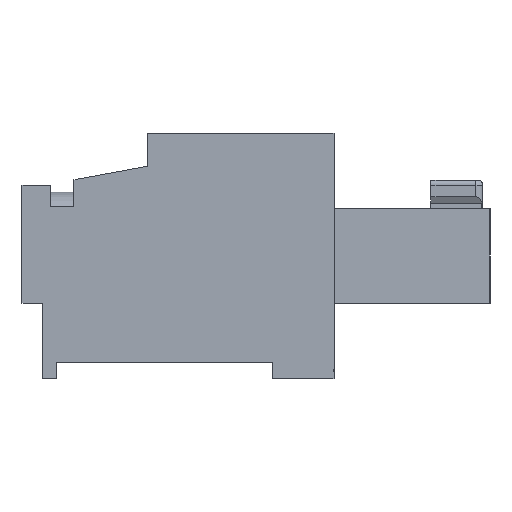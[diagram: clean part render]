
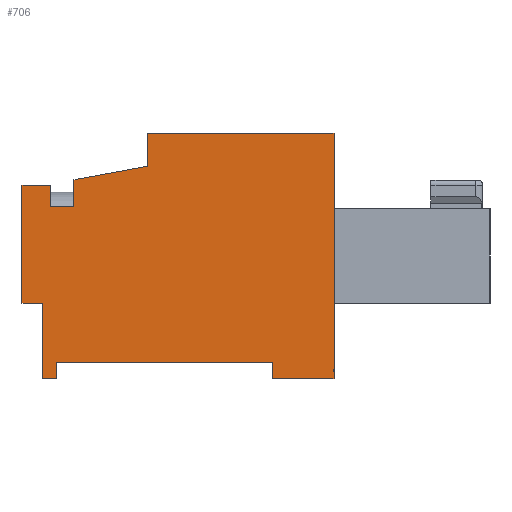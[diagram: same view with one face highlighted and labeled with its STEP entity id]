
A CAD part, front view. The second image highlights one B-rep face of the part: STEP entity #706.
In plain terms, the highlighted planar face has unit normal (0, -1, 0).
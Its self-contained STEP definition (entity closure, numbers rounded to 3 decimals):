
#706 = ADVANCED_FACE( '', ( #1621 ), #1622, .F. );
#1621 = FACE_OUTER_BOUND( '', #2907, .T. );
#1622 = PLANE( '', #2908 );
#2907 = EDGE_LOOP( '', ( #5042, #5043, #5044, #5045, #5046, #5047, #5048, #5049, #5050, #5051, #5052, #5053, #5054, #5055, #5056, #5057 ) );
#2908 = AXIS2_PLACEMENT_3D( '', #5058, #5059, #5060 );
#5042 = ORIENTED_EDGE( '', *, *, #7410, .F. );
#5043 = ORIENTED_EDGE( '', *, *, #7248, .T. );
#5044 = ORIENTED_EDGE( '', *, *, #7411, .T. );
#5045 = ORIENTED_EDGE( '', *, *, #6769, .T. );
#5046 = ORIENTED_EDGE( '', *, *, #7412, .F. );
#5047 = ORIENTED_EDGE( '', *, *, #7059, .T. );
#5048 = ORIENTED_EDGE( '', *, *, #7413, .T. );
#5049 = ORIENTED_EDGE( '', *, *, #7414, .F. );
#5050 = ORIENTED_EDGE( '', *, *, #7415, .T. );
#5051 = ORIENTED_EDGE( '', *, *, #6971, .T. );
#5052 = ORIENTED_EDGE( '', *, *, #6886, .F. );
#5053 = ORIENTED_EDGE( '', *, *, #7416, .T. );
#5054 = ORIENTED_EDGE( '', *, *, #7417, .T. );
#5055 = ORIENTED_EDGE( '', *, *, #7418, .F. );
#5056 = ORIENTED_EDGE( '', *, *, #7419, .T. );
#5057 = ORIENTED_EDGE( '', *, *, #7420, .T. );
#5058 = CARTESIAN_POINT( '', ( -6.3, -11.055, 0. ) );
#5059 = DIRECTION( '', ( 0., 1., 0. ) );
#5060 = DIRECTION( '', ( 0., 0., -1. ) );
#6769 = EDGE_CURVE( '', #8006, #8011, #8013, .T. );
#6886 = EDGE_CURVE( '', #8212, #8214, #8215, .T. );
#6971 = EDGE_CURVE( '', #8357, #8214, #8358, .T. );
#7059 = EDGE_CURVE( '', #8491, #8496, #8498, .T. );
#7248 = EDGE_CURVE( '', #8784, #8788, #8790, .T. );
#7410 = EDGE_CURVE( '', #8784, #9021, #9022, .T. );
#7411 = EDGE_CURVE( '', #8788, #8006, #9023, .T. );
#7412 = EDGE_CURVE( '', #8491, #8011, #9024, .T. );
#7413 = EDGE_CURVE( '', #8496, #9025, #9026, .T. );
#7414 = EDGE_CURVE( '', #9027, #9025, #9028, .T. );
#7415 = EDGE_CURVE( '', #9027, #8357, #9029, .T. );
#7416 = EDGE_CURVE( '', #8212, #9030, #9031, .T. );
#7417 = EDGE_CURVE( '', #9030, #9032, #9033, .T. );
#7418 = EDGE_CURVE( '', #9034, #9032, #9035, .T. );
#7419 = EDGE_CURVE( '', #9034, #9036, #9037, .T. );
#7420 = EDGE_CURVE( '', #9036, #9021, #9038, .T. );
#8006 = VERTEX_POINT( '', #9761 );
#8011 = VERTEX_POINT( '', #9768 );
#8013 = LINE( '', #9771, #9772 );
#8212 = VERTEX_POINT( '', #10032 );
#8214 = VERTEX_POINT( '', #10035 );
#8215 = LINE( '', #10036, #10037 );
#8357 = VERTEX_POINT( '', #10223 );
#8358 = LINE( '', #10224, #10225 );
#8491 = VERTEX_POINT( '', #10408 );
#8496 = VERTEX_POINT( '', #10415 );
#8498 = LINE( '', #10418, #10419 );
#8784 = VERTEX_POINT( '', #10816 );
#8788 = VERTEX_POINT( '', #10822 );
#8790 = LINE( '', #10825, #10826 );
#9021 = VERTEX_POINT( '', #11155 );
#9022 = LINE( '', #11156, #11157 );
#9023 = LINE( '', #11158, #11159 );
#9024 = LINE( '', #11160, #11161 );
#9025 = VERTEX_POINT( '', #11162 );
#9026 = LINE( '', #11163, #11164 );
#9027 = VERTEX_POINT( '', #11165 );
#9028 = LINE( '', #11166, #11167 );
#9029 = LINE( '', #11168, #11169 );
#9030 = VERTEX_POINT( '', #11170 );
#9031 = LINE( '', #11171, #11172 );
#9032 = VERTEX_POINT( '', #11173 );
#9033 = LINE( '', #11174, #11175 );
#9034 = VERTEX_POINT( '', #11176 );
#9035 = LINE( '', #11177, #11178 );
#9036 = VERTEX_POINT( '', #11179 );
#9037 = LINE( '', #11180, #11181 );
#9038 = LINE( '', #11182, #11183 );
#9761 = CARTESIAN_POINT( '', ( -2.6, -11.055, -10.4 ) );
#9768 = CARTESIAN_POINT( '', ( 0., -11.055, -10.4 ) );
#9771 = CARTESIAN_POINT( '', ( 0., -11.055, -10.4 ) );
#9772 = VECTOR( '', #11983, 1000. );
#10032 = CARTESIAN_POINT( '', ( -12., -11.055, -2.2 ) );
#10035 = CARTESIAN_POINT( '', ( -12., -11.055, -3.1 ) );
#10036 = CARTESIAN_POINT( '', ( -12., -11.055, -1.2 ) );
#10037 = VECTOR( '', #12136, 1000. );
#10223 = CARTESIAN_POINT( '', ( -11., -11.055, -3.1 ) );
#10224 = CARTESIAN_POINT( '', ( -12.4, -11.055, -3.1 ) );
#10225 = VECTOR( '', #12244, 1000. );
#10408 = CARTESIAN_POINT( '', ( 0., -11.055, 0. ) );
#10415 = CARTESIAN_POINT( '', ( -7.9, -11.055, 0. ) );
#10418 = CARTESIAN_POINT( '', ( -13.3, -11.055, 0. ) );
#10419 = VECTOR( '', #12343, 1000. );
#10816 = CARTESIAN_POINT( '', ( -11.75, -11.055, -9.7 ) );
#10822 = CARTESIAN_POINT( '', ( -2.6, -11.055, -9.7 ) );
#10825 = CARTESIAN_POINT( '', ( -6.3, -11.055, -9.7 ) );
#10826 = VECTOR( '', #12557, 1000. );
#11155 = CARTESIAN_POINT( '', ( -11.75, -11.055, -10.4 ) );
#11156 = CARTESIAN_POINT( '', ( -11.75, -11.055, -10.4 ) );
#11157 = VECTOR( '', #12716, 1000. );
#11158 = CARTESIAN_POINT( '', ( -2.6, -11.055, -9. ) );
#11159 = VECTOR( '', #12717, 1000. );
#11160 = CARTESIAN_POINT( '', ( 0., -11.055, -9. ) );
#11161 = VECTOR( '', #12718, 1000. );
#11162 = CARTESIAN_POINT( '', ( -7.9, -11.055, -1.402 ) );
#11163 = CARTESIAN_POINT( '', ( -7.9, -11.055, 0. ) );
#11164 = VECTOR( '', #12719, 1000. );
#11165 = CARTESIAN_POINT( '', ( -11., -11.055, -1.971 ) );
#11166 = CARTESIAN_POINT( '', ( -11.7, -11.055, -2.1 ) );
#11167 = VECTOR( '', #12720, 1000. );
#11168 = CARTESIAN_POINT( '', ( -11., -11.055, 0. ) );
#11169 = VECTOR( '', #12721, 1000. );
#11170 = CARTESIAN_POINT( '', ( -13.2, -11.055, -2.2 ) );
#11171 = CARTESIAN_POINT( '', ( -14.1, -11.055, -2.2 ) );
#11172 = VECTOR( '', #12722, 1000. );
#11173 = CARTESIAN_POINT( '', ( -13.2, -11.055, -7.2 ) );
#11174 = CARTESIAN_POINT( '', ( -13.2, -11.055, -10.4 ) );
#11175 = VECTOR( '', #12723, 1000. );
#11176 = CARTESIAN_POINT( '', ( -12.35, -11.055, -7.2 ) );
#11177 = CARTESIAN_POINT( '', ( -13.2, -11.055, -7.2 ) );
#11178 = VECTOR( '', #12724, 1000. );
#11179 = CARTESIAN_POINT( '', ( -12.35, -11.055, -10.4 ) );
#11180 = CARTESIAN_POINT( '', ( -12.35, -11.055, -10.4 ) );
#11181 = VECTOR( '', #12725, 1000. );
#11182 = CARTESIAN_POINT( '', ( -13.2, -11.055, -10.4 ) );
#11183 = VECTOR( '', #12726, 1000. );
#11983 = DIRECTION( '', ( 1., 0., 0. ) );
#12136 = DIRECTION( '', ( 0., 0., -1. ) );
#12244 = DIRECTION( '', ( -1., 0., 0. ) );
#12343 = DIRECTION( '', ( -1., 0., 0. ) );
#12557 = DIRECTION( '', ( 1., 0., 0. ) );
#12716 = DIRECTION( '', ( 0., 0., -1. ) );
#12717 = DIRECTION( '', ( 0., 0., -1. ) );
#12718 = DIRECTION( '', ( 0., 0., -1. ) );
#12719 = DIRECTION( '', ( 0., 0., -1. ) );
#12720 = DIRECTION( '', ( 0.984, 0., 0.181 ) );
#12721 = DIRECTION( '', ( 0., 0., -1. ) );
#12722 = DIRECTION( '', ( -1., 0., 0. ) );
#12723 = DIRECTION( '', ( 0., 0., -1. ) );
#12724 = DIRECTION( '', ( -1., 0., 0. ) );
#12725 = DIRECTION( '', ( 0., 0., -1. ) );
#12726 = DIRECTION( '', ( 1., 0., 0. ) );
